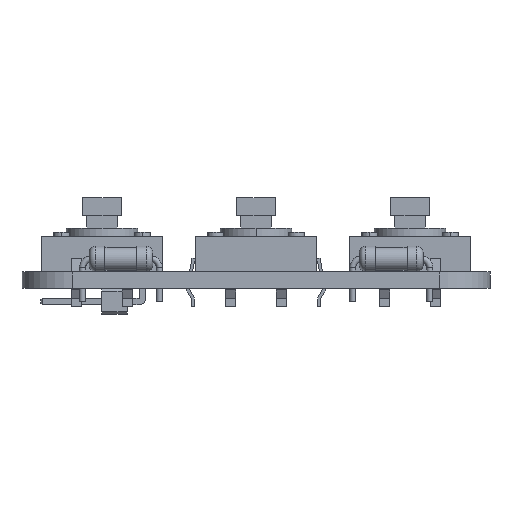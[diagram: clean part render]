
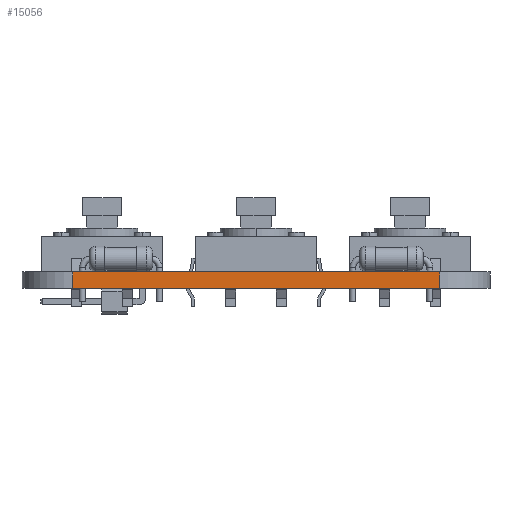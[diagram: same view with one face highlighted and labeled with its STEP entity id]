
A CAD part, left-side view. The second image highlights one B-rep face of the part: STEP entity #15056.
In plain terms, the highlighted planar face has unit normal (-1, 0, 0).
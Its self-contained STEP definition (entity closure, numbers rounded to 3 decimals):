
#11722 = PLANE('',#11723);
#11723 = AXIS2_PLACEMENT_3D('',#11724,#11725,#11726);
#11724 = CARTESIAN_POINT('',(124.191,-123.15,1.6));
#11725 = DIRECTION('',(0.,0.,1.));
#11726 = DIRECTION('',(1.,0.,-0.));
#11776 = PLANE('',#11777);
#11777 = AXIS2_PLACEMENT_3D('',#11778,#11779,#11780);
#11778 = CARTESIAN_POINT('',(124.191,-123.15,0.));
#11779 = DIRECTION('',(0.,0.,1.));
#11780 = DIRECTION('',(1.,0.,-0.));
#11909 = CYLINDRICAL_SURFACE('',#11910,5.005);
#11910 = AXIS2_PLACEMENT_3D('',#11911,#11912,#11913);
#11911 = CARTESIAN_POINT('',(105.005,-105.,0.));
#11912 = DIRECTION('',(-0.,-0.,-1.));
#11913 = DIRECTION('',(1.,0.,-0.));
#11948 = VERTEX_POINT('',#11949);
#11949 = CARTESIAN_POINT('',(100.,-105.,0.));
#11971 = EDGE_CURVE('',#11948,#11972,#11974,.T.);
#11972 = VERTEX_POINT('',#11973);
#11973 = CARTESIAN_POINT('',(100.,-141.322,0.));
#11974 = SURFACE_CURVE('',#11975,(#11979,#11986),.PCURVE_S1.);
#11975 = LINE('',#11976,#11977);
#11976 = CARTESIAN_POINT('',(100.,-105.,0.));
#11977 = VECTOR('',#11978,1.);
#11978 = DIRECTION('',(0.,-1.,0.));
#11979 = PCURVE('',#11776,#11980);
#11980 = DEFINITIONAL_REPRESENTATION('',(#11981),#11985);
#11981 = LINE('',#11982,#11983);
#11982 = CARTESIAN_POINT('',(-24.191,18.15));
#11983 = VECTOR('',#11984,1.);
#11984 = DIRECTION('',(0.,-1.));
#11985 = ( GEOMETRIC_REPRESENTATION_CONTEXT(2) 
PARAMETRIC_REPRESENTATION_CONTEXT() REPRESENTATION_CONTEXT('2D SPACE',''
  ) );
#11986 = PCURVE('',#11987,#11992);
#11987 = PLANE('',#11988);
#11988 = AXIS2_PLACEMENT_3D('',#11989,#11990,#11991);
#11989 = CARTESIAN_POINT('',(100.,-105.,0.));
#11990 = DIRECTION('',(1.,0.,-0.));
#11991 = DIRECTION('',(0.,-1.,0.));
#11992 = DEFINITIONAL_REPRESENTATION('',(#11993),#11997);
#11993 = LINE('',#11994,#11995);
#11994 = CARTESIAN_POINT('',(0.,0.));
#11995 = VECTOR('',#11996,1.);
#11996 = DIRECTION('',(1.,0.));
#11997 = ( GEOMETRIC_REPRESENTATION_CONTEXT(2) 
PARAMETRIC_REPRESENTATION_CONTEXT() REPRESENTATION_CONTEXT('2D SPACE',''
  ) );
#12015 = PLANE('',#12016);
#12016 = AXIS2_PLACEMENT_3D('',#12017,#12018,#12019);
#12017 = CARTESIAN_POINT('',(100.,-141.322,0.));
#12018 = DIRECTION('',(-0.712,-0.702,0.));
#12019 = DIRECTION('',(-0.702,0.712,0.));
#13595 = VERTEX_POINT('',#13596);
#13596 = CARTESIAN_POINT('',(100.,-105.,1.6));
#13618 = EDGE_CURVE('',#13595,#13619,#13621,.T.);
#13619 = VERTEX_POINT('',#13620);
#13620 = CARTESIAN_POINT('',(100.,-141.322,1.6));
#13621 = SURFACE_CURVE('',#13622,(#13626,#13633),.PCURVE_S1.);
#13622 = LINE('',#13623,#13624);
#13623 = CARTESIAN_POINT('',(100.,-105.,1.6));
#13624 = VECTOR('',#13625,1.);
#13625 = DIRECTION('',(0.,-1.,0.));
#13626 = PCURVE('',#11722,#13627);
#13627 = DEFINITIONAL_REPRESENTATION('',(#13628),#13632);
#13628 = LINE('',#13629,#13630);
#13629 = CARTESIAN_POINT('',(-24.191,18.15));
#13630 = VECTOR('',#13631,1.);
#13631 = DIRECTION('',(0.,-1.));
#13632 = ( GEOMETRIC_REPRESENTATION_CONTEXT(2) 
PARAMETRIC_REPRESENTATION_CONTEXT() REPRESENTATION_CONTEXT('2D SPACE',''
  ) );
#13633 = PCURVE('',#11987,#13634);
#13634 = DEFINITIONAL_REPRESENTATION('',(#13635),#13639);
#13635 = LINE('',#13636,#13637);
#13636 = CARTESIAN_POINT('',(0.,-1.6));
#13637 = VECTOR('',#13638,1.);
#13638 = DIRECTION('',(1.,0.));
#13639 = ( GEOMETRIC_REPRESENTATION_CONTEXT(2) 
PARAMETRIC_REPRESENTATION_CONTEXT() REPRESENTATION_CONTEXT('2D SPACE',''
  ) );
#15008 = EDGE_CURVE('',#11948,#13595,#15009,.T.);
#15009 = SURFACE_CURVE('',#15010,(#15014,#15021),.PCURVE_S1.);
#15010 = LINE('',#15011,#15012);
#15011 = CARTESIAN_POINT('',(100.,-105.,0.));
#15012 = VECTOR('',#15013,1.);
#15013 = DIRECTION('',(0.,0.,1.));
#15014 = PCURVE('',#11909,#15015);
#15015 = DEFINITIONAL_REPRESENTATION('',(#15016),#15020);
#15016 = LINE('',#15017,#15018);
#15017 = CARTESIAN_POINT('',(-3.142,0.));
#15018 = VECTOR('',#15019,1.);
#15019 = DIRECTION('',(-0.,-1.));
#15020 = ( GEOMETRIC_REPRESENTATION_CONTEXT(2) 
PARAMETRIC_REPRESENTATION_CONTEXT() REPRESENTATION_CONTEXT('2D SPACE',''
  ) );
#15021 = PCURVE('',#11987,#15022);
#15022 = DEFINITIONAL_REPRESENTATION('',(#15023),#15027);
#15023 = LINE('',#15024,#15025);
#15024 = CARTESIAN_POINT('',(0.,0.));
#15025 = VECTOR('',#15026,1.);
#15026 = DIRECTION('',(0.,-1.));
#15027 = ( GEOMETRIC_REPRESENTATION_CONTEXT(2) 
PARAMETRIC_REPRESENTATION_CONTEXT() REPRESENTATION_CONTEXT('2D SPACE',''
  ) );
#15056 = ADVANCED_FACE('',(#15057),#11987,.F.);
#15057 = FACE_BOUND('',#15058,.F.);
#15058 = EDGE_LOOP('',(#15059,#15060,#15061,#15082));
#15059 = ORIENTED_EDGE('',*,*,#15008,.T.);
#15060 = ORIENTED_EDGE('',*,*,#13618,.T.);
#15061 = ORIENTED_EDGE('',*,*,#15062,.F.);
#15062 = EDGE_CURVE('',#11972,#13619,#15063,.T.);
#15063 = SURFACE_CURVE('',#15064,(#15068,#15075),.PCURVE_S1.);
#15064 = LINE('',#15065,#15066);
#15065 = CARTESIAN_POINT('',(100.,-141.322,0.));
#15066 = VECTOR('',#15067,1.);
#15067 = DIRECTION('',(0.,0.,1.));
#15068 = PCURVE('',#11987,#15069);
#15069 = DEFINITIONAL_REPRESENTATION('',(#15070),#15074);
#15070 = LINE('',#15071,#15072);
#15071 = CARTESIAN_POINT('',(36.322,0.));
#15072 = VECTOR('',#15073,1.);
#15073 = DIRECTION('',(0.,-1.));
#15074 = ( GEOMETRIC_REPRESENTATION_CONTEXT(2) 
PARAMETRIC_REPRESENTATION_CONTEXT() REPRESENTATION_CONTEXT('2D SPACE',''
  ) );
#15075 = PCURVE('',#12015,#15076);
#15076 = DEFINITIONAL_REPRESENTATION('',(#15077),#15081);
#15077 = LINE('',#15078,#15079);
#15078 = CARTESIAN_POINT('',(0.,0.));
#15079 = VECTOR('',#15080,1.);
#15080 = DIRECTION('',(0.,-1.));
#15081 = ( GEOMETRIC_REPRESENTATION_CONTEXT(2) 
PARAMETRIC_REPRESENTATION_CONTEXT() REPRESENTATION_CONTEXT('2D SPACE',''
  ) );
#15082 = ORIENTED_EDGE('',*,*,#11971,.F.);
